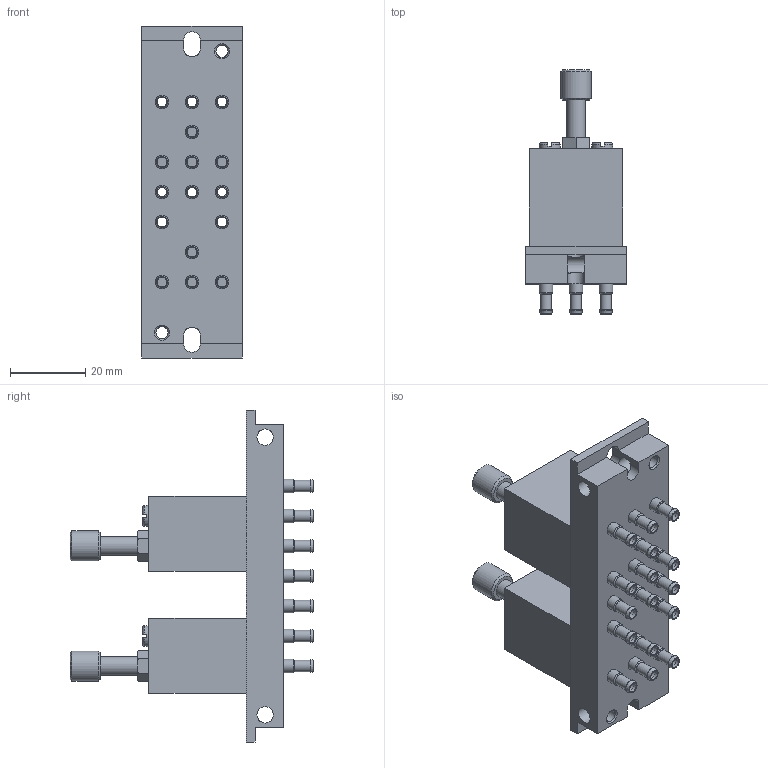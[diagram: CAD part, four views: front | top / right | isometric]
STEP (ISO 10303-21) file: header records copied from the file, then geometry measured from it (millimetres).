
FILE_DESCRIPTION(/* description */ ('STEP AP214'),/* implementation_level */ '2;1');
FILE_NAME(/* name */ '4566_GRF-PK-3X2',/* time_stamp */ '2024-08-28T20:47:59+02:00',/* author */ ('License CC BY-ND 4.0'),/* organization */ ('CADENAS'),/* preprocessor_version */ 'ST-DEVELOPER v19.3',/* originating_system */ 'PARTsolutions',/* authorisation */ ' ');
FILE_SCHEMA (('AUTOMOTIVE_DESIGN {1 0 10303 214 3 1 1}'));
Length unit declared in the file: millimetre
Products named in the file (1): 4566 GRF-PK-3x2
Bounding box: 26.8 x 65 x 88.5 mm (x, y, z)
Volume: 47890.5 mm3; surface area: 17210.9 mm2
Topology: 1 solids, 1 shells, 363 faces, 836 edges, 537 vertices
Faces by surface type: plane 171, cylinder 104, cone 72, torus 16
Full cylindrical faces by diameter (mm): 2.459 x5, 2.5 x14, 2.6 x14, 3 x16, 3.242 x4, 3.6 x34, 4.4 x2, 4.7 x1, 5 x2, 5.6 x4, 8 x2
Entity records: 11935 total; most frequent: CARTESIAN_POINT 1845, DIRECTION 1586, ORIENTED_EDGE 1286, AXIS2_PLACEMENT_3D 667, EDGE_CURVE 643, FACE_BOUND 611, EDGE_LOOP 608, VERTEX_POINT 494
